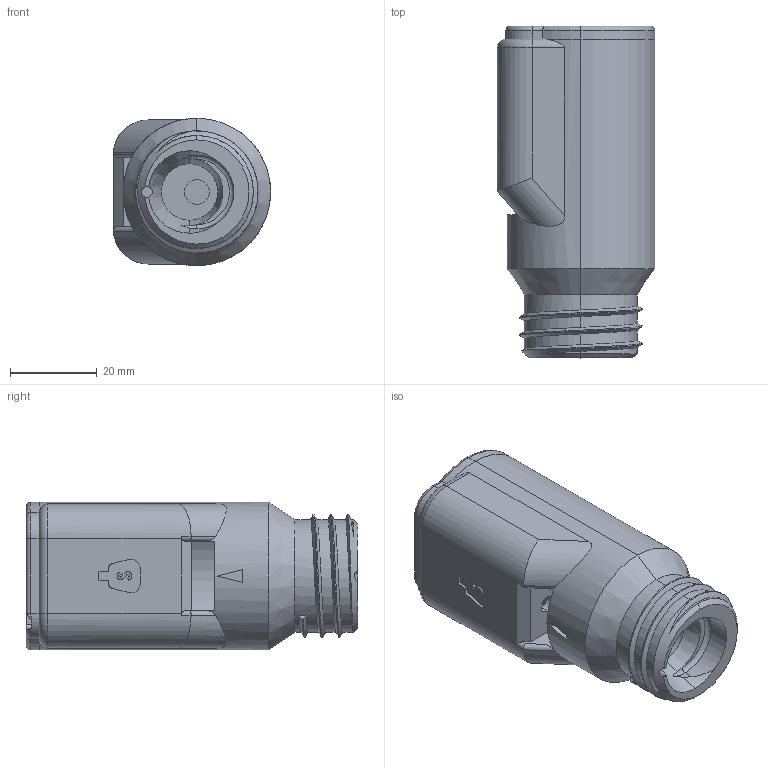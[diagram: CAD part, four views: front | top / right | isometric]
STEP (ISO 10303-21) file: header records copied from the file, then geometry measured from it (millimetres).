
FILE_DESCRIPTION (( 'STEP AP214' ), '1' );
FILE_NAME ('TimerCapRecharge.STEP', '2025-05-27T18:01:13', ( '' ), ( '' ), 'SwSTEP 2.0', 'SolidWorks 2025', '' );
FILE_SCHEMA (( 'AUTOMOTIVE_DESIGN' ));
Length unit declared in the file: millimetre
Products named in the file (1): TimerCapRecharge
Bounding box: 36.25 x 76.4 x 34 mm (x, y, z)
Volume: 41710.4 mm3; surface area: 19194.3 mm2
Topology: 2 solids, 2 shells, 187 faces, 506 edges, 328 vertices
Faces by surface type: plane 78, cylinder 71, bspline 17, torus 13, cone 8
Entity records: 7529 total; most frequent: CARTESIAN_POINT 2883, ORIENTED_EDGE 1012, DIRECTION 901, EDGE_CURVE 506, VERTEX_POINT 328, AXIS2_PLACEMENT_3D 312, VECTOR 277, LINE 277
